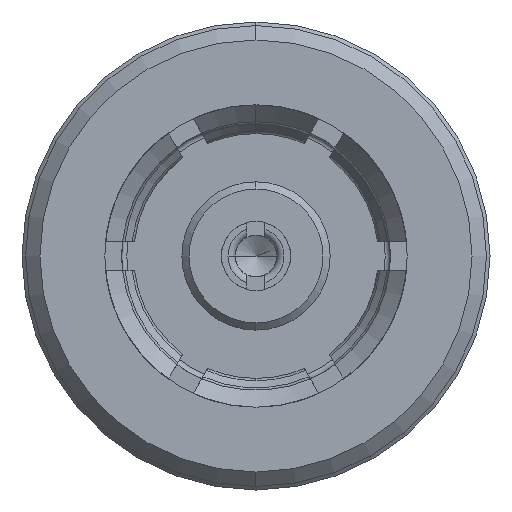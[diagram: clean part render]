
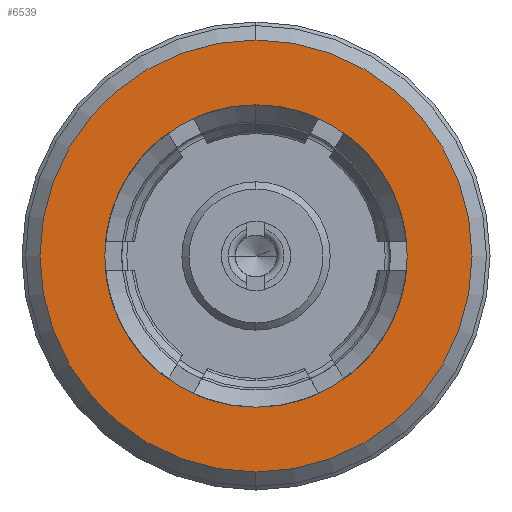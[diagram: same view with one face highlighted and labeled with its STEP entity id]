
A CAD part, left-side view. The second image highlights one B-rep face of the part: STEP entity #6539.
In plain terms, the highlighted planar face has unit normal (-1, 0, 0).
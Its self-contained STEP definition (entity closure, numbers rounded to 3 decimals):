
#3 = CIRCLE ( 'NONE', #3474, 2.1 ) ;
#185 = CIRCLE ( 'NONE', #3072, 3. ) ;
#559 = CARTESIAN_POINT ( 'NONE',  ( -2.2, 0., 0. ) ) ;
#605 = ORIENTED_EDGE ( 'NONE', *, *, #4553, .T. ) ;
#634 = ORIENTED_EDGE ( 'NONE', *, *, #7067, .T. ) ;
#747 = EDGE_CURVE ( 'NONE', #5932, #2545, #6719, .T. ) ;
#1258 = CARTESIAN_POINT ( 'NONE',  ( -2.2, 0., 0. ) ) ;
#1823 = CIRCLE ( 'NONE', #6843, 2.1 ) ;
#1865 = CARTESIAN_POINT ( 'NONE',  ( -2.2, 2.65, 0. ) ) ;
#1902 = DIRECTION ( 'NONE',  ( 0., 0., -1. ) ) ;
#2037 = DIRECTION ( 'NONE',  ( 1., 0., 0. ) ) ;
#2487 = DIRECTION ( 'NONE',  ( 0., 0., -1. ) ) ;
#2545 = VERTEX_POINT ( 'NONE', #7795 ) ;
#2808 = CARTESIAN_POINT ( 'NONE',  ( -2.2, 0., 2.1 ) ) ;
#3072 = AXIS2_PLACEMENT_3D ( 'NONE', #3192, #7543, #3828 ) ;
#3192 = CARTESIAN_POINT ( 'NONE',  ( -2.2, 0., 0. ) ) ;
#3462 = VERTEX_POINT ( 'NONE', #2808 ) ;
#3474 = AXIS2_PLACEMENT_3D ( 'NONE', #5749, #2037, #6364 ) ;
#3559 = AXIS2_PLACEMENT_3D ( 'NONE', #1865, #6187, #2487 ) ;
#3620 = DIRECTION ( 'NONE',  ( -1., 0., 0. ) ) ;
#3828 = DIRECTION ( 'NONE',  ( 0., 0., -1. ) ) ;
#4436 = FACE_OUTER_BOUND ( 'NONE', #6181, .T. ) ;
#4484 = EDGE_CURVE ( 'NONE', #2545, #5932, #185, .T. ) ;
#4553 = EDGE_CURVE ( 'NONE', #7416, #3462, #3, .T. ) ;
#4910 = PLANE ( 'NONE',  #3559 ) ;
#5493 = CARTESIAN_POINT ( 'NONE',  ( -2.2, 0., -2.1 ) ) ;
#5597 = DIRECTION ( 'NONE',  ( 1., 0., 0. ) ) ;
#5749 = CARTESIAN_POINT ( 'NONE',  ( -2.2, 0., 0. ) ) ;
#5932 = VERTEX_POINT ( 'NONE', #7936 ) ;
#6181 = EDGE_LOOP ( 'NONE', ( #7127, #7175 ) ) ;
#6187 = DIRECTION ( 'NONE',  ( 1., 0., 0. ) ) ;
#6216 = DIRECTION ( 'NONE',  ( 0., 0., -1. ) ) ;
#6364 = DIRECTION ( 'NONE',  ( 0., 0., -1. ) ) ;
#6539 = ADVANCED_FACE ( 'NONE', ( #4436, #7729 ), #4910, .F. ) ;
#6719 = CIRCLE ( 'NONE', #7927, 3. ) ;
#6843 = AXIS2_PLACEMENT_3D ( 'NONE', #1258, #5597, #1902 ) ;
#7067 = EDGE_CURVE ( 'NONE', #3462, #7416, #1823, .T. ) ;
#7127 = ORIENTED_EDGE ( 'NONE', *, *, #4484, .T. ) ;
#7175 = ORIENTED_EDGE ( 'NONE', *, *, #747, .T. ) ;
#7416 = VERTEX_POINT ( 'NONE', #5493 ) ;
#7543 = DIRECTION ( 'NONE',  ( -1., 0., 0. ) ) ;
#7729 = FACE_BOUND ( 'NONE', #7942, .T. ) ;
#7795 = CARTESIAN_POINT ( 'NONE',  ( -2.2, 0., -3. ) ) ;
#7927 = AXIS2_PLACEMENT_3D ( 'NONE', #559, #3620, #6216 ) ;
#7936 = CARTESIAN_POINT ( 'NONE',  ( -2.2, 0., 3. ) ) ;
#7942 = EDGE_LOOP ( 'NONE', ( #605, #634 ) ) ;
